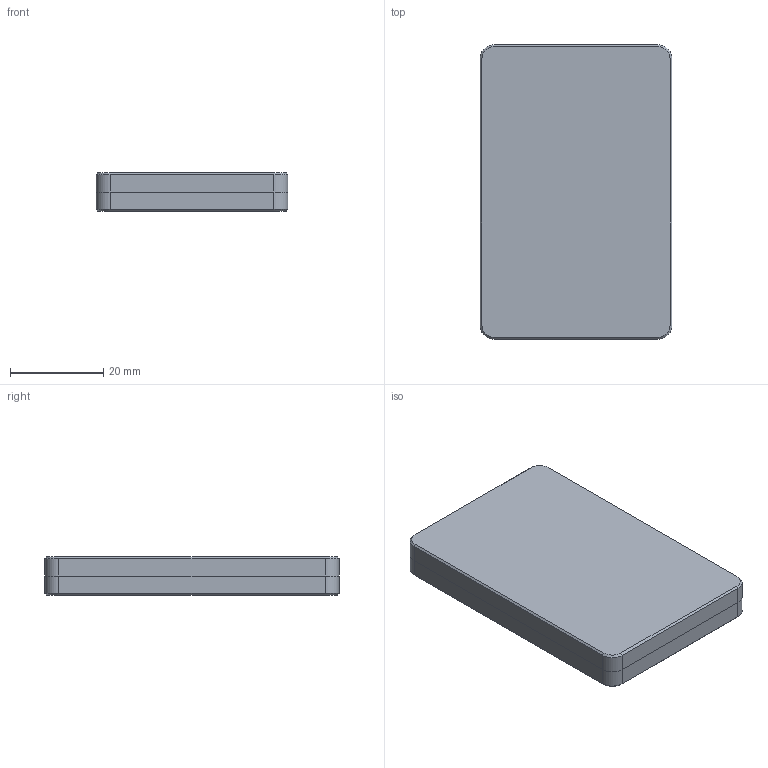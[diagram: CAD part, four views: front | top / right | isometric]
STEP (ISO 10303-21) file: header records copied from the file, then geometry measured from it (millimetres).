
FILE_DESCRIPTION(/* description */ (''),/* implementation_level */ '2;1');
FILE_NAME(/* name */ 'Zap Pad Case.step',/* time_stamp */ '2024-11-16T22:01:10+08:00',/* author */ (''),/* organization */ (''),/* preprocessor_version */ 'ST-DEVELOPER v20',/* originating_system */ 'Autodesk Translation Framework v13.20.0.188',/* authorisation */ '');
FILE_SCHEMA (('AUTOMOTIVE_DESIGN { 1 0 10303 214 3 1 1 }'));
Length unit declared in the file: millimetre
Products named in the file (2): Zap Pad; Basic Case
Assembly tree (1 placements, depth 2):
  Zap Pad
    Basic Case
Bounding box: 41.2 x 63.2 x 8.26 mm (x, y, z)
Volume: 7681.3 mm3; surface area: 13720.4 mm2
Topology: 2 solids, 2 shells, 101 faces, 258 edges, 166 vertices
Faces by surface type: plane 60, cylinder 30, cone 11
Full cylindrical faces by diameter (mm): 6 x4
Entity records: 3094 total; most frequent: DIRECTION 540, CARTESIAN_POINT 528, ORIENTED_EDGE 516, EDGE_CURVE 258, LINE 184, VECTOR 184, AXIS2_PLACEMENT_3D 178, VERTEX_POINT 166
